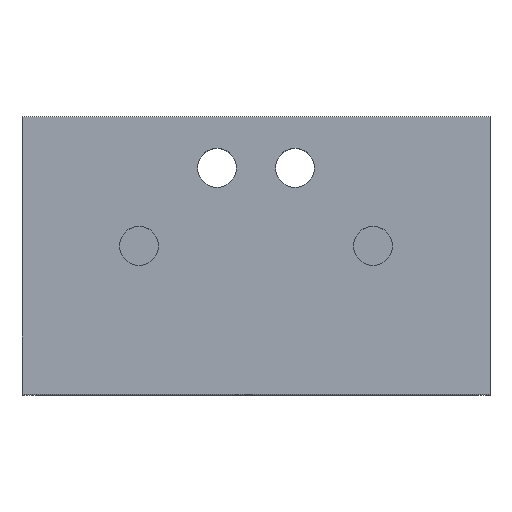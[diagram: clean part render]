
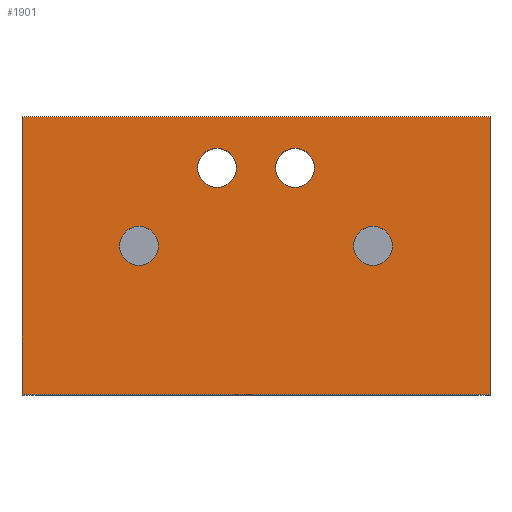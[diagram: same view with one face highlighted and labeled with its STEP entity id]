
A CAD part, top view. The second image highlights one B-rep face of the part: STEP entity #1901.
In plain terms, the highlighted planar face has unit normal (0, 0, 1).
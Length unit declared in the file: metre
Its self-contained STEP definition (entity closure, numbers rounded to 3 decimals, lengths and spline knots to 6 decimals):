
#115=LINE('',#2813,#306);
#116=LINE('',#2816,#307);
#117=LINE('',#2818,#308);
#118=LINE('',#2820,#309);
#306=VECTOR('',#2234,1.);
#307=VECTOR('',#2235,1.);
#308=VECTOR('',#2236,1.);
#309=VECTOR('',#2237,1.);
#497=ORIENTED_EDGE('',*,*,#1051,.F.);
#498=ORIENTED_EDGE('',*,*,#1052,.T.);
#499=ORIENTED_EDGE('',*,*,#1053,.T.);
#500=ORIENTED_EDGE('',*,*,#1054,.F.);
#501=ORIENTED_EDGE('',*,*,#1055,.F.);
#502=ORIENTED_EDGE('',*,*,#1056,.T.);
#503=ORIENTED_EDGE('',*,*,#1057,.F.);
#504=ORIENTED_EDGE('',*,*,#1058,.T.);
#1051=EDGE_CURVE('',#1328,#1328,#1502,.T.);
#1052=EDGE_CURVE('',#1329,#1329,#1503,.T.);
#1053=EDGE_CURVE('',#1330,#1331,#115,.T.);
#1054=EDGE_CURVE('',#1332,#1331,#116,.T.);
#1055=EDGE_CURVE('',#1333,#1332,#117,.T.);
#1056=EDGE_CURVE('',#1333,#1330,#118,.T.);
#1057=EDGE_CURVE('',#1334,#1334,#1504,.F.);
#1058=EDGE_CURVE('',#1335,#1335,#1505,.T.);
#1328=VERTEX_POINT('',#2810);
#1329=VERTEX_POINT('',#2812);
#1330=VERTEX_POINT('',#2814);
#1331=VERTEX_POINT('',#2815);
#1332=VERTEX_POINT('',#2817);
#1333=VERTEX_POINT('',#2819);
#1334=VERTEX_POINT('',#2822);
#1335=VERTEX_POINT('',#2824);
#1502=CIRCLE('',#2033,0.0025);
#1503=CIRCLE('',#2034,0.0025);
#1504=CIRCLE('',#2035,0.0025);
#1505=CIRCLE('',#2036,0.0025);
#1544=EDGE_LOOP('',(#497));
#1545=EDGE_LOOP('',(#498));
#1546=EDGE_LOOP('',(#499,#500,#501,#502));
#1547=EDGE_LOOP('',(#503));
#1548=EDGE_LOOP('',(#504));
#1693=FACE_BOUND('',#1544,.T.);
#1694=FACE_BOUND('',#1545,.T.);
#1695=FACE_BOUND('',#1546,.T.);
#1696=FACE_BOUND('',#1547,.T.);
#1697=FACE_BOUND('',#1548,.T.);
#1842=PLANE('',#2032);
#1901=ADVANCED_FACE('',(#1693,#1694,#1695,#1696,#1697),#1842,.F.);
#2032=AXIS2_PLACEMENT_3D('',#2808,#2228,#2229);
#2033=AXIS2_PLACEMENT_3D('',#2809,#2230,#2231);
#2034=AXIS2_PLACEMENT_3D('',#2811,#2232,#2233);
#2035=AXIS2_PLACEMENT_3D('',#2821,#2238,#2239);
#2036=AXIS2_PLACEMENT_3D('',#2823,#2240,#2241);
#2228=DIRECTION('',(0.,0.,-1.));
#2229=DIRECTION('',(0.,1.,0.));
#2230=DIRECTION('',(0.,0.,1.));
#2231=DIRECTION('',(0.,-1.,0.));
#2232=DIRECTION('',(0.,0.,-1.));
#2233=DIRECTION('',(0.,1.,0.));
#2234=DIRECTION('',(1.,0.,0.));
#2235=DIRECTION('',(0.,-1.,0.));
#2236=DIRECTION('',(1.,0.,0.));
#2237=DIRECTION('',(0.,-1.,0.));
#2238=DIRECTION('',(0.,0.,-1.));
#2239=DIRECTION('',(0.,1.,0.));
#2240=DIRECTION('',(0.,0.,-1.));
#2241=DIRECTION('',(0.,-1.,0.));
#2808=CARTESIAN_POINT('',(0.,0.004,0.06));
#2809=CARTESIAN_POINT('',(0.005,0.029,0.06));
#2810=CARTESIAN_POINT('',(0.005,0.0265,0.06));
#2811=CARTESIAN_POINT('',(0.015,0.019,0.06));
#2812=CARTESIAN_POINT('',(0.015,0.0215,0.06));
#2813=CARTESIAN_POINT('',(0.,0.,0.06));
#2814=CARTESIAN_POINT('',(-0.03,0.,0.06));
#2815=CARTESIAN_POINT('',(0.03,0.,0.06));
#2816=CARTESIAN_POINT('',(0.03,0.004,0.06));
#2817=CARTESIAN_POINT('',(0.03,0.035562,0.06));
#2818=CARTESIAN_POINT('',(0.,0.035562,0.06));
#2819=CARTESIAN_POINT('',(-0.03,0.035562,0.06));
#2820=CARTESIAN_POINT('',(-0.03,0.004,0.06));
#2821=CARTESIAN_POINT('',(-0.015,0.019,0.06));
#2822=CARTESIAN_POINT('',(-0.015,0.0215,0.06));
#2823=CARTESIAN_POINT('',(-0.005,0.029,0.06));
#2824=CARTESIAN_POINT('',(-0.005,0.0265,0.06));
